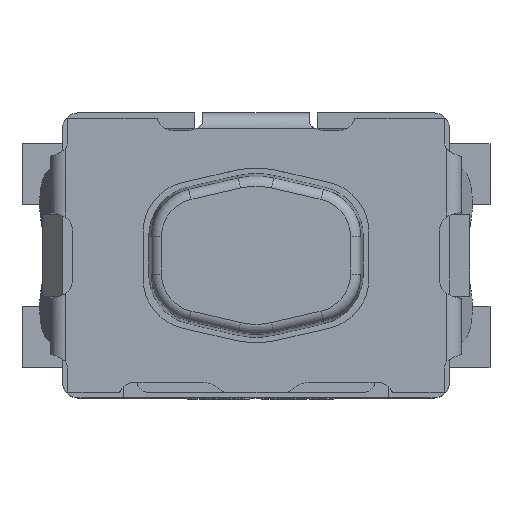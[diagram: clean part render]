
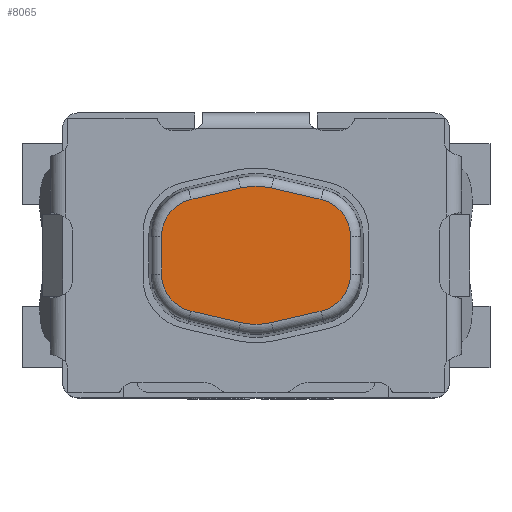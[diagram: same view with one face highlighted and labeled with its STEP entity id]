
A CAD part, top view. The second image highlights one B-rep face of the part: STEP entity #8065.
In plain terms, the highlighted planar face has unit normal (0, 0, 1).
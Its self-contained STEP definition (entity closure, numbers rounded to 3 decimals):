
#185 = CIRCLE ( 'NONE', #7150, 0.374 ) ;
#343 = CARTESIAN_POINT ( 'NONE',  ( -0.639, 0.411, 0.96 ) ) ;
#419 = DIRECTION ( 'NONE',  ( 1., 0., 0. ) ) ;
#875 = CARTESIAN_POINT ( 'NONE',  ( -0.153, 0.299, 0.96 ) ) ;
#941 = DIRECTION ( 'NONE',  ( 1., 0., 0. ) ) ;
#1107 = VERTEX_POINT ( 'NONE', #6307 ) ;
#1214 = DIRECTION ( 'NONE',  ( 0., -1., 0. ) ) ;
#1479 = DIRECTION ( 'NONE',  ( 0., 0., 1. ) ) ;
#1491 = VERTEX_POINT ( 'NONE', #23621 ) ;
#1849 = CARTESIAN_POINT ( 'NONE',  ( 0., 0.96, 0.96 ) ) ;
#1906 = CIRCLE ( 'NONE', #14137, 0.679 ) ;
#2590 = AXIS2_PLACEMENT_3D ( 'NONE', #9032, #17199, #11200 ) ;
#2749 = CARTESIAN_POINT ( 'NONE',  ( 0.929, 1.145, 0.96 ) ) ;
#2993 = FACE_OUTER_BOUND ( 'NONE', #8707, .T. ) ;
#3181 = CARTESIAN_POINT ( 'NONE',  ( 0.639, 1.509, 0.96 ) ) ;
#3280 = LINE ( 'NONE', #22676, #7043 ) ;
#3355 = ORIENTED_EDGE ( 'NONE', *, *, #14624, .T. ) ;
#3429 = LINE ( 'NONE', #4832, #24544 ) ;
#3813 = DIRECTION ( 'NONE',  ( 0.974, 0.225, 0. ) ) ;
#4160 = VECTOR ( 'NONE', #7703, 1000. ) ;
#4520 = DIRECTION ( 'NONE',  ( 0., 0., 1. ) ) ;
#4832 = CARTESIAN_POINT ( 'NONE',  ( 0.929, 0.775, 0.96 ) ) ;
#4975 = ORIENTED_EDGE ( 'NONE', *, *, #21618, .T. ) ;
#5080 = DIRECTION ( 'NONE',  ( -1., 0., 0. ) ) ;
#5339 = CARTESIAN_POINT ( 'NONE',  ( 0.153, 1.621, 0.96 ) ) ;
#6237 = AXIS2_PLACEMENT_3D ( 'NONE', #8226, #17929, #419 ) ;
#6307 = CARTESIAN_POINT ( 'NONE',  ( -0.929, 1.145, 0.96 ) ) ;
#6451 = CARTESIAN_POINT ( 'NONE',  ( 0.639, 0.411, 0.96 ) ) ;
#6723 = CIRCLE ( 'NONE', #9552, 0.679 ) ;
#6845 = VERTEX_POINT ( 'NONE', #23814 ) ;
#7043 = VECTOR ( 'NONE', #1214, 1000. ) ;
#7150 = AXIS2_PLACEMENT_3D ( 'NONE', #17348, #4520, #20623 ) ;
#7313 = CARTESIAN_POINT ( 'NONE',  ( -0.929, 0.775, 0.96 ) ) ;
#7703 = DIRECTION ( 'NONE',  ( 0.974, -0.225, 0. ) ) ;
#7955 = LINE ( 'NONE', #13822, #4160 ) ;
#8065 = ADVANCED_FACE ( 'NONE', ( #2993 ), #16659, .T. ) ;
#8226 = CARTESIAN_POINT ( 'NONE',  ( 0.555, 1.145, 0.96 ) ) ;
#8593 = ORIENTED_EDGE ( 'NONE', *, *, #20715, .T. ) ;
#8707 = EDGE_LOOP ( 'NONE', ( #8593, #22742, #12663, #12485, #19712, #10162, #25267, #4975, #23864, #11038, #22052, #3355 ) ) ;
#8878 = VERTEX_POINT ( 'NONE', #20756 ) ;
#9032 = CARTESIAN_POINT ( 'NONE',  ( 0.555, 0.775, 0.96 ) ) ;
#9500 = DIRECTION ( 'NONE',  ( 0., 0., 1. ) ) ;
#9552 = AXIS2_PLACEMENT_3D ( 'NONE', #22910, #9500, #10931 ) ;
#9651 = DIRECTION ( 'NONE',  ( -0.225, -0.974, 0. ) ) ;
#9828 = LINE ( 'NONE', #11990, #18599 ) ;
#10110 = CARTESIAN_POINT ( 'NONE',  ( -0.153, 1.621, 0.96 ) ) ;
#10162 = ORIENTED_EDGE ( 'NONE', *, *, #14833, .T. ) ;
#10666 = CARTESIAN_POINT ( 'NONE',  ( 0., 0.96, 0.96 ) ) ;
#10931 = DIRECTION ( 'NONE',  ( 0.225, 0.974, 0. ) ) ;
#10969 = CIRCLE ( 'NONE', #19115, 0.374 ) ;
#11038 = ORIENTED_EDGE ( 'NONE', *, *, #15215, .T. ) ;
#11200 = DIRECTION ( 'NONE',  ( 0.225, -0.974, 0. ) ) ;
#11209 = LINE ( 'NONE', #3181, #18454 ) ;
#11707 = VERTEX_POINT ( 'NONE', #16642 ) ;
#11969 = EDGE_CURVE ( 'NONE', #8878, #11707, #15489, .T. ) ;
#11990 = CARTESIAN_POINT ( 'NONE',  ( 0.153, 0.299, 0.96 ) ) ;
#12485 = ORIENTED_EDGE ( 'NONE', *, *, #11969, .T. ) ;
#12663 = ORIENTED_EDGE ( 'NONE', *, *, #22469, .T. ) ;
#13575 = EDGE_CURVE ( 'NONE', #11707, #1107, #185, .T. ) ;
#13623 = VERTEX_POINT ( 'NONE', #2749 ) ;
#13822 = CARTESIAN_POINT ( 'NONE',  ( -0.639, 0.411, 0.96 ) ) ;
#14137 = AXIS2_PLACEMENT_3D ( 'NONE', #1849, #1479, #9651 ) ;
#14431 = CARTESIAN_POINT ( 'NONE',  ( 0.929, 0.775, 0.96 ) ) ;
#14624 = EDGE_CURVE ( 'NONE', #21116, #13623, #3429, .T. ) ;
#14631 = EDGE_CURVE ( 'NONE', #6845, #18185, #11209, .T. ) ;
#14833 = EDGE_CURVE ( 'NONE', #1107, #19696, #3280, .T. ) ;
#15215 = EDGE_CURVE ( 'NONE', #1491, #20790, #9828, .T. ) ;
#15489 = LINE ( 'NONE', #10110, #20969 ) ;
#16642 = CARTESIAN_POINT ( 'NONE',  ( -0.639, 1.509, 0.96 ) ) ;
#16659 = PLANE ( 'NONE',  #22046 ) ;
#16966 = DIRECTION ( 'NONE',  ( 0., 1., 0. ) ) ;
#17199 = DIRECTION ( 'NONE',  ( 0., 0., 1. ) ) ;
#17348 = CARTESIAN_POINT ( 'NONE',  ( -0.555, 1.145, 0.96 ) ) ;
#17607 = EDGE_CURVE ( 'NONE', #19696, #23581, #10969, .T. ) ;
#17929 = DIRECTION ( 'NONE',  ( 0., 0., 1. ) ) ;
#18185 = VERTEX_POINT ( 'NONE', #5339 ) ;
#18370 = CARTESIAN_POINT ( 'NONE',  ( -0.555, 0.775, 0.96 ) ) ;
#18454 = VECTOR ( 'NONE', #18996, 1000. ) ;
#18498 = CIRCLE ( 'NONE', #2590, 0.374 ) ;
#18574 = DIRECTION ( 'NONE',  ( 0., 0., 1. ) ) ;
#18599 = VECTOR ( 'NONE', #3813, 1000. ) ;
#18996 = DIRECTION ( 'NONE',  ( -0.974, 0.225, 0. ) ) ;
#19115 = AXIS2_PLACEMENT_3D ( 'NONE', #18370, #22444, #5080 ) ;
#19428 = DIRECTION ( 'NONE',  ( -0.974, -0.225, 0. ) ) ;
#19696 = VERTEX_POINT ( 'NONE', #7313 ) ;
#19712 = ORIENTED_EDGE ( 'NONE', *, *, #13575, .T. ) ;
#19948 = VERTEX_POINT ( 'NONE', #875 ) ;
#20623 = DIRECTION ( 'NONE',  ( -0.225, 0.974, 0. ) ) ;
#20715 = EDGE_CURVE ( 'NONE', #13623, #6845, #25007, .T. ) ;
#20756 = CARTESIAN_POINT ( 'NONE',  ( -0.153, 1.621, 0.96 ) ) ;
#20790 = VERTEX_POINT ( 'NONE', #6451 ) ;
#20969 = VECTOR ( 'NONE', #19428, 1000. ) ;
#21116 = VERTEX_POINT ( 'NONE', #14431 ) ;
#21618 = EDGE_CURVE ( 'NONE', #23581, #19948, #7955, .T. ) ;
#22046 = AXIS2_PLACEMENT_3D ( 'NONE', #10666, #18574, #941 ) ;
#22052 = ORIENTED_EDGE ( 'NONE', *, *, #22098, .T. ) ;
#22098 = EDGE_CURVE ( 'NONE', #20790, #21116, #18498, .T. ) ;
#22444 = DIRECTION ( 'NONE',  ( 0., 0., 1. ) ) ;
#22469 = EDGE_CURVE ( 'NONE', #18185, #8878, #6723, .T. ) ;
#22676 = CARTESIAN_POINT ( 'NONE',  ( -0.929, 1.145, 0.96 ) ) ;
#22742 = ORIENTED_EDGE ( 'NONE', *, *, #14631, .T. ) ;
#22910 = CARTESIAN_POINT ( 'NONE',  ( 0., 0.96, 0.96 ) ) ;
#23581 = VERTEX_POINT ( 'NONE', #343 ) ;
#23621 = CARTESIAN_POINT ( 'NONE',  ( 0.153, 0.299, 0.96 ) ) ;
#23814 = CARTESIAN_POINT ( 'NONE',  ( 0.639, 1.509, 0.96 ) ) ;
#23864 = ORIENTED_EDGE ( 'NONE', *, *, #24136, .T. ) ;
#24136 = EDGE_CURVE ( 'NONE', #19948, #1491, #1906, .T. ) ;
#24544 = VECTOR ( 'NONE', #16966, 1000. ) ;
#25007 = CIRCLE ( 'NONE', #6237, 0.374 ) ;
#25267 = ORIENTED_EDGE ( 'NONE', *, *, #17607, .T. ) ;
